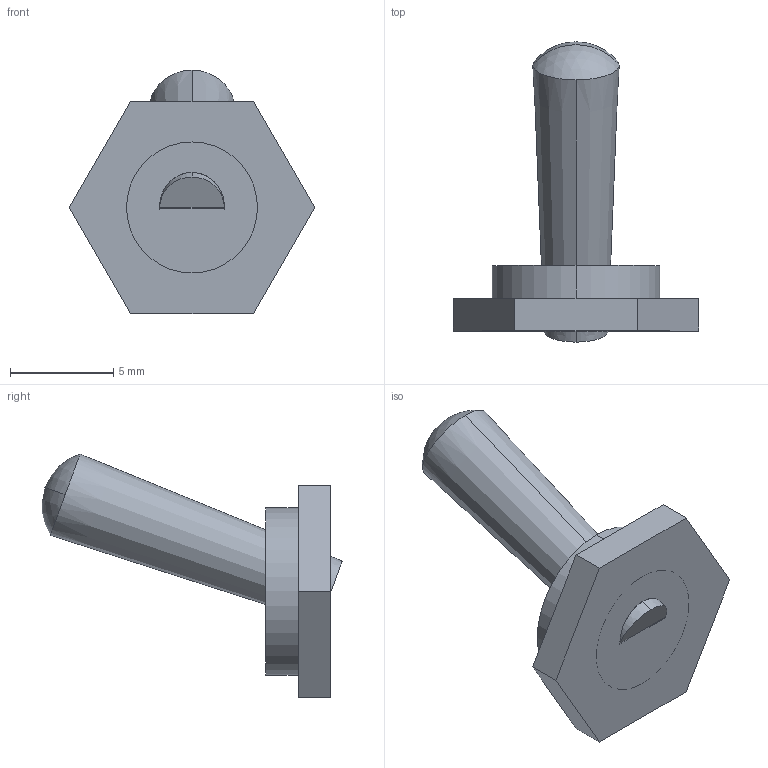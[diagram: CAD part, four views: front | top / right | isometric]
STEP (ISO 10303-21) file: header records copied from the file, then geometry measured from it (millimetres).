
FILE_DESCRIPTION (( 'STEP AP214' ), '1' );
FILE_NAME ('Toggle_Switch.STEP', '2025-08-05T17:11:48', ( '' ), ( '' ), 'SwSTEP 2.0', 'SolidWorks 2025', '' );
FILE_SCHEMA (( 'AUTOMOTIVE_DESIGN' ));
Length unit declared in the file: inch
Products named in the file (1): Toggle_Switch
Bounding box: 11.92 x 14.55 x 11.82 mm (x, y, z)
Volume: 282.3 mm3; surface area: 518.5 mm2
Topology: 1 solids, 1 shells, 22 faces, 49 edges, 33 vertices
Faces by surface type: plane 12, cone 4, cylinder 4, sphere 2
Entity records: 646 total; most frequent: CARTESIAN_POINT 117, DIRECTION 109, ORIENTED_EDGE 98, EDGE_CURVE 49, AXIS2_PLACEMENT_3D 41, VERTEX_POINT 33, LINE 27, VECTOR 27
